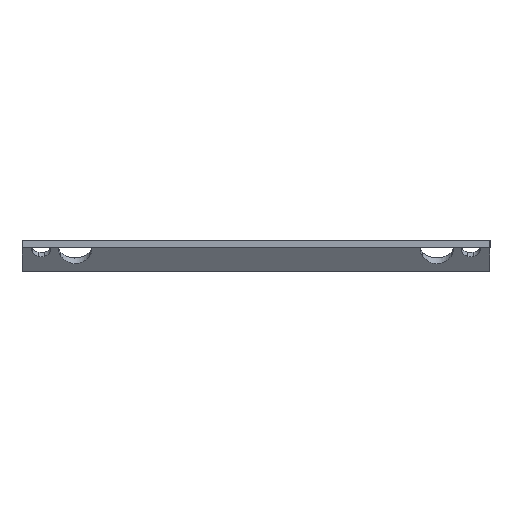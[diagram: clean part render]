
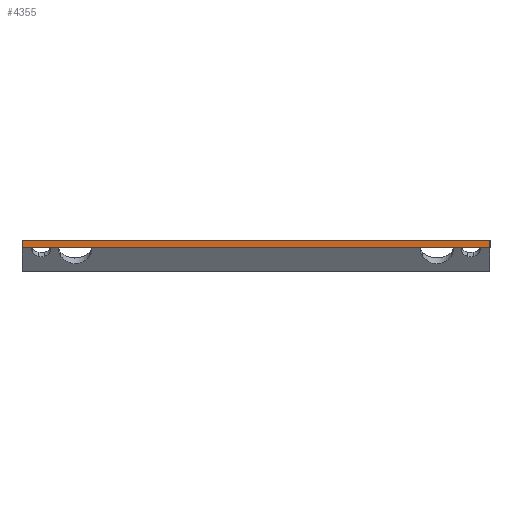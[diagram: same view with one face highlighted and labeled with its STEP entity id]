
A CAD part, left-side view. The second image highlights one B-rep face of the part: STEP entity #4355.
In plain terms, the highlighted planar face has unit normal (-1, 0, 0).
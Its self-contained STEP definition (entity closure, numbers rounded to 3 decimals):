
#346 = LINE ( 'NONE', #3013, #3975 ) ;
#452 = DIRECTION ( 'NONE',  ( 0., 0., -1. ) ) ;
#868 = VECTOR ( 'NONE', #2052, 1000. ) ;
#889 = DIRECTION ( 'NONE',  ( 0., 0., 1. ) ) ;
#972 = VERTEX_POINT ( 'NONE', #3717 ) ;
#1296 = DIRECTION ( 'NONE',  ( 0., 1., 0. ) ) ;
#1358 = FACE_OUTER_BOUND ( 'NONE', #3643, .T. ) ;
#1545 = VERTEX_POINT ( 'NONE', #4618 ) ;
#1772 = ORIENTED_EDGE ( 'NONE', *, *, #2621, .F. ) ;
#1781 = LINE ( 'NONE', #2601, #1929 ) ;
#1929 = VECTOR ( 'NONE', #452, 1000. ) ;
#1981 = VERTEX_POINT ( 'NONE', #5149 ) ;
#2052 = DIRECTION ( 'NONE',  ( 0., 1., 0. ) ) ;
#2060 = LINE ( 'NONE', #4224, #4977 ) ;
#2453 = DIRECTION ( 'NONE',  ( 0., 0., -1. ) ) ;
#2528 = CARTESIAN_POINT ( 'NONE',  ( 1.725, 48.5, 5.044 ) ) ;
#2601 = CARTESIAN_POINT ( 'NONE',  ( 1.725, -48.5, 5.044 ) ) ;
#2621 = EDGE_CURVE ( 'NONE', #972, #1545, #1781, .T. ) ;
#2725 = ORIENTED_EDGE ( 'NONE', *, *, #3607, .T. ) ;
#2736 = EDGE_CURVE ( 'NONE', #1545, #1981, #346, .T. ) ;
#3013 = CARTESIAN_POINT ( 'NONE',  ( 1.725, 0., 3.544 ) ) ;
#3014 = VERTEX_POINT ( 'NONE', #2528 ) ;
#3206 = LINE ( 'NONE', #4184, #868 ) ;
#3350 = ORIENTED_EDGE ( 'NONE', *, *, #4919, .T. ) ;
#3607 = EDGE_CURVE ( 'NONE', #3014, #1981, #2060, .T. ) ;
#3643 = EDGE_LOOP ( 'NONE', ( #5190, #1772, #3350, #2725 ) ) ;
#3717 = CARTESIAN_POINT ( 'NONE',  ( 1.725, -48.5, 5.044 ) ) ;
#3916 = PLANE ( 'NONE',  #4946 ) ;
#3975 = VECTOR ( 'NONE', #1296, 1000. ) ;
#4184 = CARTESIAN_POINT ( 'NONE',  ( 1.725, 0., 5.044 ) ) ;
#4224 = CARTESIAN_POINT ( 'NONE',  ( 1.725, 48.5, 5.044 ) ) ;
#4355 = ADVANCED_FACE ( 'NONE', ( #1358 ), #3916, .T. ) ;
#4618 = CARTESIAN_POINT ( 'NONE',  ( 1.725, -48.5, 3.544 ) ) ;
#4919 = EDGE_CURVE ( 'NONE', #972, #3014, #3206, .T. ) ;
#4946 = AXIS2_PLACEMENT_3D ( 'NONE', #5613, #5633, #889 ) ;
#4977 = VECTOR ( 'NONE', #2453, 1000. ) ;
#5149 = CARTESIAN_POINT ( 'NONE',  ( 1.725, 48.5, 3.544 ) ) ;
#5190 = ORIENTED_EDGE ( 'NONE', *, *, #2736, .F. ) ;
#5613 = CARTESIAN_POINT ( 'NONE',  ( 1.725, 0., 5.044 ) ) ;
#5633 = DIRECTION ( 'NONE',  ( -1., 0., 0. ) ) ;
